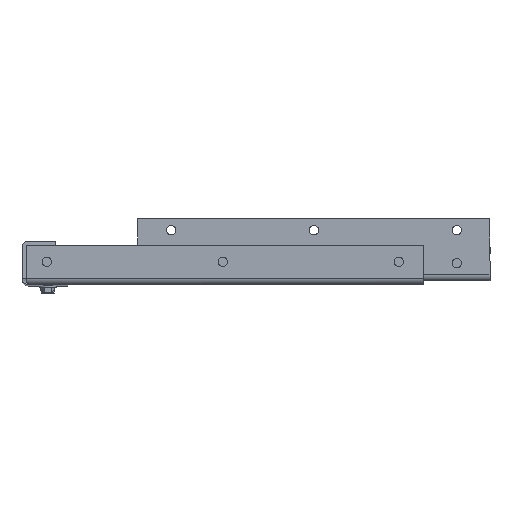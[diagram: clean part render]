
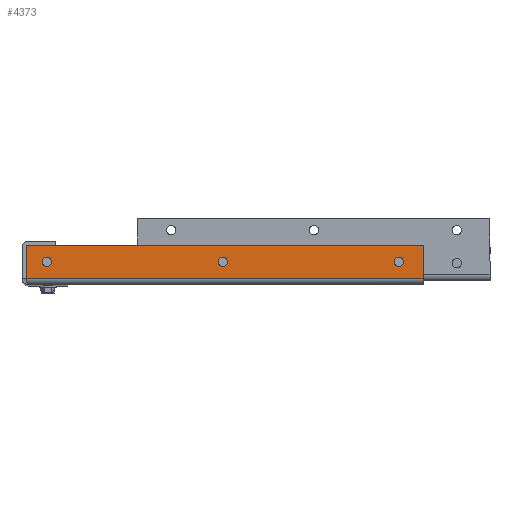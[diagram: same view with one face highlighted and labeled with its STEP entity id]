
A CAD part, top view. The second image highlights one B-rep face of the part: STEP entity #4373.
In plain terms, the highlighted planar face has unit normal (0, 0, 1).
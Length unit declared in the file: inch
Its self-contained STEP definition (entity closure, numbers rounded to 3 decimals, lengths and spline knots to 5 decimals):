
#126 = ORIENTED_EDGE ( 'NONE', *, *, #7978, .T. ) ;
#141 = ORIENTED_EDGE ( 'NONE', *, *, #1613, .T. ) ;
#219 = VERTEX_POINT ( 'NONE', #6054 ) ;
#309 = EDGE_CURVE ( 'NONE', #4987, #4614, #7329, .T. ) ;
#347 = CARTESIAN_POINT ( 'NONE',  ( 0.125, 0.68625, 7.625 ) ) ;
#356 = VECTOR ( 'NONE', #1825, 39.37008 ) ;
#369 = ORIENTED_EDGE ( 'NONE', *, *, #309, .F. ) ;
#585 = CARTESIAN_POINT ( 'NONE',  ( 11.5, 1.1875, 7.625 ) ) ;
#591 = DIRECTION ( 'NONE',  ( 1., 0., 0. ) ) ;
#597 = VECTOR ( 'NONE', #1154, 39.37008 ) ;
#606 = CARTESIAN_POINT ( 'NONE',  ( -0.0155, 0.68625, 7.625 ) ) ;
#709 = CIRCLE ( 'NONE', #1104, 0.1405 ) ;
#714 = ORIENTED_EDGE ( 'NONE', *, *, #804, .T. ) ;
#785 = EDGE_LOOP ( 'NONE', ( #126, #2229 ) ) ;
#804 = EDGE_CURVE ( 'NONE', #219, #5527, #6572, .T. ) ;
#900 = AXIS2_PLACEMENT_3D ( 'NONE', #5774, #5191, #5935 ) ;
#1001 = DIRECTION ( 'NONE',  ( 1., 0., 0. ) ) ;
#1101 = DIRECTION ( 'NONE',  ( 0., 0., -1. ) ) ;
#1104 = AXIS2_PLACEMENT_3D ( 'NONE', #4999, #1101, #591 ) ;
#1154 = DIRECTION ( 'NONE',  ( -1., 0., 0. ) ) ;
#1189 = CARTESIAN_POINT ( 'NONE',  ( 5.4375, 0.68625, 7.625 ) ) ;
#1205 = CARTESIAN_POINT ( 'NONE',  ( 11.5, 0.125, 7.625 ) ) ;
#1287 = FACE_BOUND ( 'NONE', #785, .T. ) ;
#1407 = EDGE_CURVE ( 'NONE', #6649, #7624, #7584, .T. ) ;
#1493 = CARTESIAN_POINT ( 'NONE',  ( -0.49989, 0.185, 7.625 ) ) ;
#1613 = EDGE_CURVE ( 'NONE', #7624, #4614, #7623, .T. ) ;
#1825 = DIRECTION ( 'NONE',  ( -1., 0., 0. ) ) ;
#1937 = EDGE_CURVE ( 'NONE', #6649, #4987, #7727, .T. ) ;
#2101 = VERTEX_POINT ( 'NONE', #7434 ) ;
#2198 = CARTESIAN_POINT ( 'NONE',  ( -0.49989, 0.125, 7.625 ) ) ;
#2229 = ORIENTED_EDGE ( 'NONE', *, *, #8111, .T. ) ;
#2399 = CARTESIAN_POINT ( 'NONE',  ( 0.2655, 0.68625, 7.625 ) ) ;
#2447 = ORIENTED_EDGE ( 'NONE', *, *, #4351, .T. ) ;
#2601 = DIRECTION ( 'NONE',  ( 0., 0., -1. ) ) ;
#2729 = DIRECTION ( 'NONE',  ( 0., -1., 0. ) ) ;
#2951 = ORIENTED_EDGE ( 'NONE', *, *, #3090, .T. ) ;
#2995 = AXIS2_PLACEMENT_3D ( 'NONE', #1189, #2601, #4428 ) ;
#3090 = EDGE_CURVE ( 'NONE', #5527, #219, #8048, .T. ) ;
#3151 = DIRECTION ( 'NONE',  ( 1., 0., 0. ) ) ;
#3476 = AXIS2_PLACEMENT_3D ( 'NONE', #6600, #7917, #6409 ) ;
#3717 = VERTEX_POINT ( 'NONE', #606 ) ;
#3771 = FACE_BOUND ( 'NONE', #6750, .T. ) ;
#4050 = VERTEX_POINT ( 'NONE', #2399 ) ;
#4147 = CIRCLE ( 'NONE', #3476, 0.1405 ) ;
#4229 = CARTESIAN_POINT ( 'NONE',  ( -0.44, 0.185, 7.625 ) ) ;
#4308 = EDGE_LOOP ( 'NONE', ( #6346, #7921, #141, #369 ) ) ;
#4351 = EDGE_CURVE ( 'NONE', #3717, #4050, #6741, .T. ) ;
#4363 = FACE_BOUND ( 'NONE', #5428, .T. ) ;
#4373 = ADVANCED_FACE ( 'NONE', ( #7420, #4363, #3771, #1287 ), #6913, .T. ) ;
#4428 = DIRECTION ( 'NONE',  ( 1., 0., 0. ) ) ;
#4545 = VERTEX_POINT ( 'NONE', #5024 ) ;
#4614 = VERTEX_POINT ( 'NONE', #1493 ) ;
#4787 = DIRECTION ( 'NONE',  ( 1., 0., 0. ) ) ;
#4987 = VERTEX_POINT ( 'NONE', #8132 ) ;
#4999 = CARTESIAN_POINT ( 'NONE',  ( 10.75, 0.68625, 7.625 ) ) ;
#5024 = CARTESIAN_POINT ( 'NONE',  ( 10.8905, 0.68625, 7.625 ) ) ;
#5060 = AXIS2_PLACEMENT_3D ( 'NONE', #347, #7922, #4787 ) ;
#5142 = VECTOR ( 'NONE', #2729, 39.37008 ) ;
#5191 = DIRECTION ( 'NONE',  ( 0., 0., -1. ) ) ;
#5215 = EDGE_CURVE ( 'NONE', #4050, #3717, #6893, .T. ) ;
#5249 = CARTESIAN_POINT ( 'NONE',  ( 0.125, 0.68625, 7.625 ) ) ;
#5428 = EDGE_LOOP ( 'NONE', ( #8108, #2447 ) ) ;
#5527 = VERTEX_POINT ( 'NONE', #7865 ) ;
#5648 = DIRECTION ( 'NONE',  ( 0., 0., 1. ) ) ;
#5774 = CARTESIAN_POINT ( 'NONE',  ( 5.4375, 0.68625, 7.625 ) ) ;
#5935 = DIRECTION ( 'NONE',  ( 1., 0., 0. ) ) ;
#6006 = DIRECTION ( 'NONE',  ( 0., -1., 0. ) ) ;
#6054 = CARTESIAN_POINT ( 'NONE',  ( 5.578, 0.68625, 7.625 ) ) ;
#6346 = ORIENTED_EDGE ( 'NONE', *, *, #1937, .F. ) ;
#6353 = AXIS2_PLACEMENT_3D ( 'NONE', #1205, #5648, #3151 ) ;
#6409 = DIRECTION ( 'NONE',  ( 1., 0., 0. ) ) ;
#6453 = VECTOR ( 'NONE', #6006, 39.37008 ) ;
#6540 = CARTESIAN_POINT ( 'NONE',  ( 11.5, 0.125, 7.625 ) ) ;
#6572 = CIRCLE ( 'NONE', #2995, 0.1405 ) ;
#6600 = CARTESIAN_POINT ( 'NONE',  ( 10.75, 0.68625, 7.625 ) ) ;
#6649 = VERTEX_POINT ( 'NONE', #585 ) ;
#6665 = CARTESIAN_POINT ( 'NONE',  ( -0.49989, 1.1875, 7.625 ) ) ;
#6682 = DIRECTION ( 'NONE',  ( 0., 0., -1. ) ) ;
#6741 = CIRCLE ( 'NONE', #8063, 0.1405 ) ;
#6750 = EDGE_LOOP ( 'NONE', ( #714, #2951 ) ) ;
#6893 = CIRCLE ( 'NONE', #5060, 0.1405 ) ;
#6913 = PLANE ( 'NONE',  #6353 ) ;
#6921 = CARTESIAN_POINT ( 'NONE',  ( 11.5, 1.1875, 7.625 ) ) ;
#7329 = LINE ( 'NONE', #4229, #597 ) ;
#7420 = FACE_OUTER_BOUND ( 'NONE', #4308, .T. ) ;
#7434 = CARTESIAN_POINT ( 'NONE',  ( 10.6095, 0.68625, 7.625 ) ) ;
#7584 = LINE ( 'NONE', #6921, #356 ) ;
#7623 = LINE ( 'NONE', #2198, #6453 ) ;
#7624 = VERTEX_POINT ( 'NONE', #6665 ) ;
#7727 = LINE ( 'NONE', #6540, #5142 ) ;
#7865 = CARTESIAN_POINT ( 'NONE',  ( 5.297, 0.68625, 7.625 ) ) ;
#7917 = DIRECTION ( 'NONE',  ( 0., 0., -1. ) ) ;
#7921 = ORIENTED_EDGE ( 'NONE', *, *, #1407, .T. ) ;
#7922 = DIRECTION ( 'NONE',  ( 0., 0., -1. ) ) ;
#7978 = EDGE_CURVE ( 'NONE', #4545, #2101, #709, .T. ) ;
#8048 = CIRCLE ( 'NONE', #900, 0.1405 ) ;
#8063 = AXIS2_PLACEMENT_3D ( 'NONE', #5249, #6682, #1001 ) ;
#8108 = ORIENTED_EDGE ( 'NONE', *, *, #5215, .T. ) ;
#8111 = EDGE_CURVE ( 'NONE', #2101, #4545, #4147, .T. ) ;
#8132 = CARTESIAN_POINT ( 'NONE',  ( 11.5, 0.185, 7.625 ) ) ;
